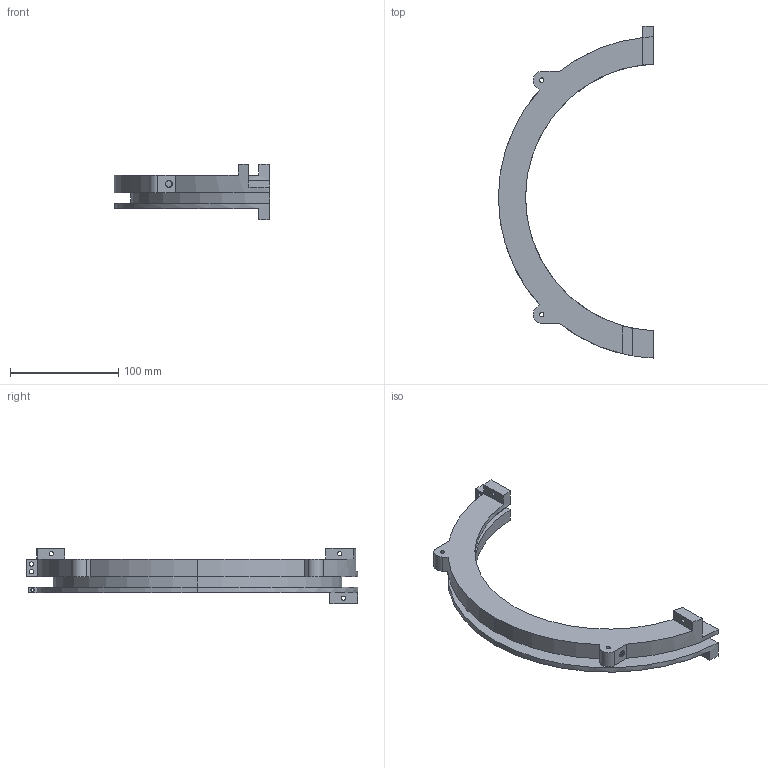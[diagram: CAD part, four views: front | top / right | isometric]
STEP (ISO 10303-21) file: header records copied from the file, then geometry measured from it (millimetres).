
FILE_DESCRIPTION (( 'STEP AP203' ), '1' );
FILE_NAME ('circular coil supporter.STEP', '2022-12-19T08:03:44', ( '' ), ( '' ), 'SwSTEP 2.0', 'SolidWorks 2023', '' );
FILE_SCHEMA (( 'CONFIG_CONTROL_DESIGN' ));
Length unit declared in the file: millimetre
Products named in the file (1): circular coil supporter
Bounding box: 143.1 x 306.03 x 51 mm (x, y, z)
Volume: 243660 mm3; surface area: 67761.4 mm2
Topology: 1 solids, 1 shells, 200 faces, 581 edges, 385 vertices
Faces by surface type: cylinder 162, plane 30, bspline 6, cone 2
Entity records: 13897 total; most frequent: CARTESIAN_POINT 9249, ORIENTED_EDGE 1162, DIRECTION 786, EDGE_CURVE 581, VERTEX_POINT 385, AXIS2_PLACEMENT_3D 278, LINE 230, VECTOR 230
